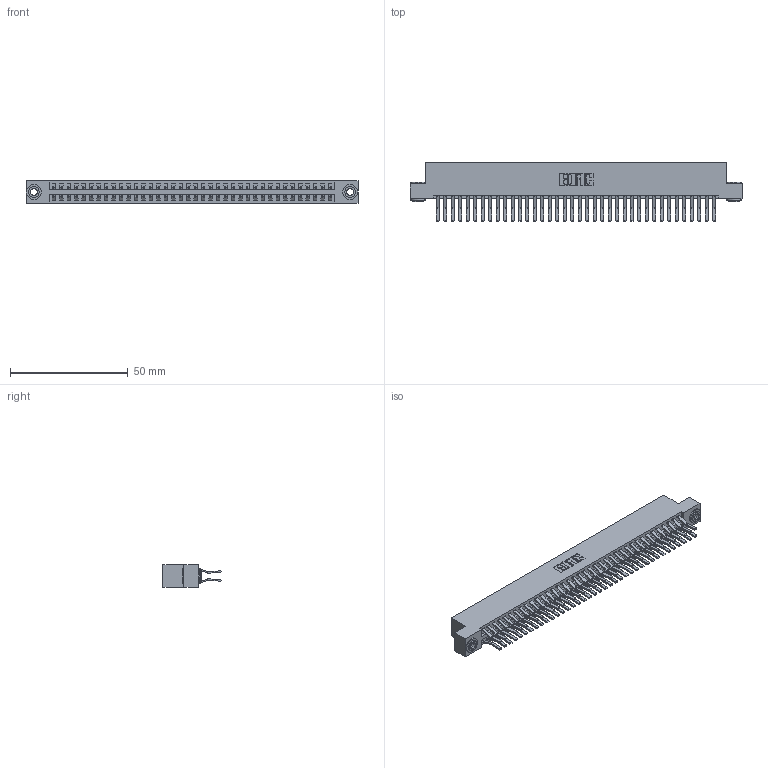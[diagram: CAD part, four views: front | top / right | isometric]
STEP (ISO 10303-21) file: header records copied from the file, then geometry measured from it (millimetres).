
FILE_DESCRIPTION (( 'STEP AP203' ), '1' );
FILE_NAME ('346-076-560-203.STEP', '2018-08-29T04:55:54', ( '' ), ( '' ), 'SwSTEP 2.0', 'SolidWorks 2016', '' );
FILE_SCHEMA (( 'CONFIG_CONTROL_DESIGN' ));
Length unit declared in the file: inch
Products named in the file (4): 346 Part_Flush Mounting Lugs - 0.156 Dia-TH; 345-292-001_560 Tail; 345-250-002_345-250-002-102; 346-076-560-203
Assembly tree (79 placements, depth 2):
  346-076-560-203
    346 Part_Flush Mounting Lugs - 0.156 Dia-TH
    345-292-001_560 Tail  x76
    345-250-002_345-250-002-102  x2
Bounding box: 141.22 x 24.78 x 9.4 mm (x, y, z)
Volume: 14257.6 mm3; surface area: 21078.3 mm2
Topology: 79 solids, 79 shells, 4264 faces, 12641 edges, 8322 vertices
Faces by surface type: plane 2746, cylinder 1510, cone 8
Entity records: 26076 total; most frequent: CARTESIAN_POINT 4279, ORIENTED_EDGE 4206, DIRECTION 3857, EDGE_CURVE 2103, VECTOR 1791, LINE 1791, VERTEX_POINT 1398, AXIS2_PLACEMENT_3D 1033
